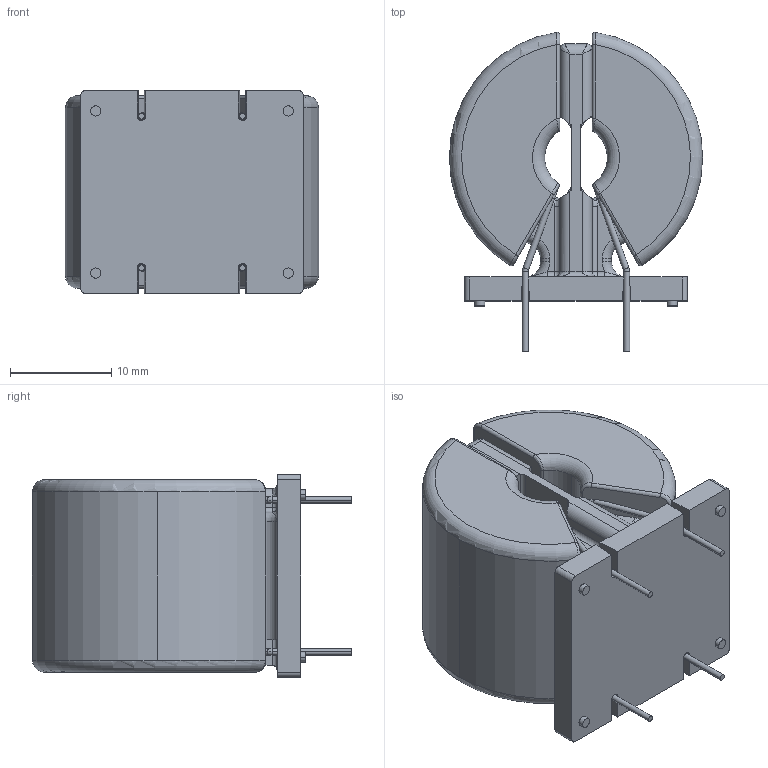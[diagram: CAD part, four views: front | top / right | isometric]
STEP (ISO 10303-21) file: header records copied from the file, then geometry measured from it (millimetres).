
FILE_DESCRIPTION (( 'STEP AP214' ), '1' );
FILE_NAME ('SC-02-10J.STEP', '2019-01-30T01:54:38', ( '' ), ( '' ), 'SwSTEP 2.0', 'SolidWorks 2018', '' );
FILE_SCHEMA (( 'AUTOMOTIVE_DESIGN' ));
Length unit declared in the file: millimetre
Products named in the file (1): SC-02-10J
Bounding box: 25 x 31.5 x 20 mm (x, y, z)
Volume: 9040 mm3; surface area: 4709.6 mm2
Topology: 1 solids, 3 shells, 334 faces, 885 edges, 555 vertices
Faces by surface type: plane 141, cylinder 113, bspline 34, torus 32, cone 12, sphere 2
Entity records: 15320 total; most frequent: CARTESIAN_POINT 3587, ORIENTED_EDGE 1750, DIRECTION 1620, EDGE_CURVE 875, AXIS2_PLACEMENT_3D 576, VERTEX_POINT 555, LINE 468, VECTOR 468
